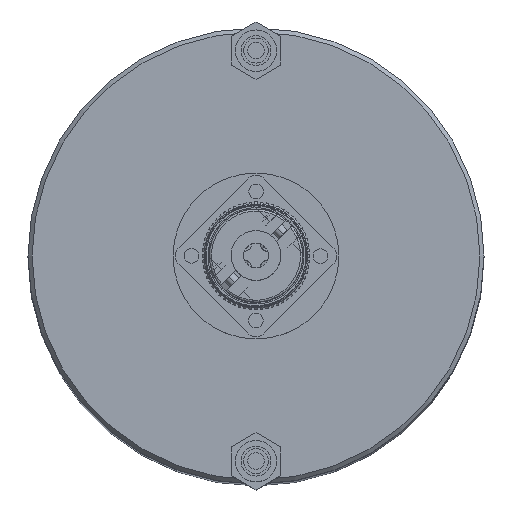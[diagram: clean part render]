
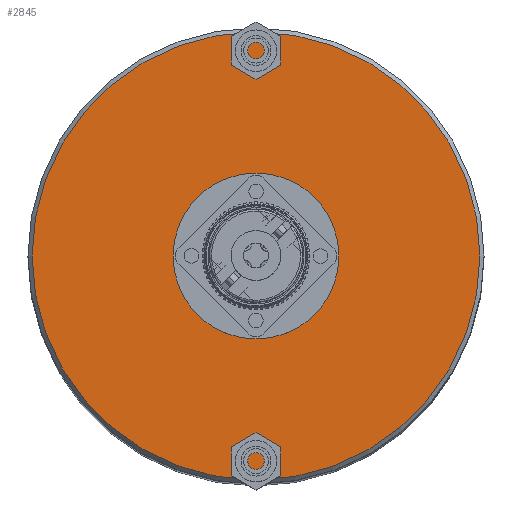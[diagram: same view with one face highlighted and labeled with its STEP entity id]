
A CAD part, top view. The second image highlights one B-rep face of the part: STEP entity #2845.
In plain terms, the highlighted face is planar.
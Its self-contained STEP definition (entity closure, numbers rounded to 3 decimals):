
#367 = DIRECTION ( 'NONE',  ( 1., 0., 0. ) ) ;
#2845 = ADVANCED_FACE ( 'NONE', ( #130111, #69748 ), #12382, .F. ) ;
#7527 = CARTESIAN_POINT ( 'NONE',  ( 2., 0., 0. ) ) ;
#10176 = AXIS2_PLACEMENT_3D ( 'NONE', #7527, #142569, #130717 ) ;
#12382 = PLANE ( 'NONE',  #114929 ) ;
#16183 = ORIENTED_EDGE ( 'NONE', *, *, #47500, .F. ) ;
#18192 = EDGE_CURVE ( 'NONE', #71116, #103658, #67463, .T. ) ;
#18391 = DIRECTION ( 'NONE',  ( 1., 0., 0. ) ) ;
#19991 = CARTESIAN_POINT ( 'NONE',  ( 2., 0., 20. ) ) ;
#21294 = CARTESIAN_POINT ( 'NONE',  ( 2., 0., 0. ) ) ;
#22268 = DIRECTION ( 'NONE',  ( 0., 0., 1. ) ) ;
#24303 = DIRECTION ( 'NONE',  ( 0., 0., -1. ) ) ;
#25177 = CIRCLE ( 'NONE', #109581, 54. ) ;
#27685 = ORIENTED_EDGE ( 'NONE', *, *, #141534, .F. ) ;
#38879 = DIRECTION ( 'NONE',  ( 0., 1., 0. ) ) ;
#40327 = CARTESIAN_POINT ( 'NONE',  ( 2., 0., -20. ) ) ;
#41732 = CARTESIAN_POINT ( 'NONE',  ( 2., 0., 0. ) ) ;
#42340 = CIRCLE ( 'NONE', #106391, 54. ) ;
#47500 = EDGE_CURVE ( 'NONE', #132578, #135346, #25177, .T. ) ;
#50824 = ORIENTED_EDGE ( 'NONE', *, *, #87406, .F. ) ;
#52554 = EDGE_LOOP ( 'NONE', ( #108867, #50824 ) ) ;
#57614 = CARTESIAN_POINT ( 'NONE',  ( 2., 54., 0. ) ) ;
#60818 = CARTESIAN_POINT ( 'NONE',  ( 2., 0., 0. ) ) ;
#67463 = CIRCLE ( 'NONE', #139408, 20. ) ;
#69748 = FACE_OUTER_BOUND ( 'NONE', #127976, .T. ) ;
#71116 = VERTEX_POINT ( 'NONE', #19991 ) ;
#86890 = DIRECTION ( 'NONE',  ( 0., 1., 0. ) ) ;
#87406 = EDGE_CURVE ( 'NONE', #103658, #71116, #102364, .T. ) ;
#91192 = CARTESIAN_POINT ( 'NONE',  ( 2., 54., 0. ) ) ;
#102364 = CIRCLE ( 'NONE', #10176, 20. ) ;
#103658 = VERTEX_POINT ( 'NONE', #40327 ) ;
#106391 = AXIS2_PLACEMENT_3D ( 'NONE', #60818, #117889, #38879 ) ;
#108867 = ORIENTED_EDGE ( 'NONE', *, *, #18192, .F. ) ;
#109581 = AXIS2_PLACEMENT_3D ( 'NONE', #41732, #18391, #86890 ) ;
#114929 = AXIS2_PLACEMENT_3D ( 'NONE', #57614, #367, #24303 ) ;
#117889 = DIRECTION ( 'NONE',  ( 1., 0., 0. ) ) ;
#127976 = EDGE_LOOP ( 'NONE', ( #27685, #16183 ) ) ;
#130111 = FACE_BOUND ( 'NONE', #52554, .T. ) ;
#130717 = DIRECTION ( 'NONE',  ( 0., 0., 1. ) ) ;
#132578 = VERTEX_POINT ( 'NONE', #145760 ) ;
#134534 = DIRECTION ( 'NONE',  ( -1., 0., 0. ) ) ;
#135346 = VERTEX_POINT ( 'NONE', #91192 ) ;
#139408 = AXIS2_PLACEMENT_3D ( 'NONE', #21294, #134534, #22268 ) ;
#141534 = EDGE_CURVE ( 'NONE', #135346, #132578, #42340, .T. ) ;
#142569 = DIRECTION ( 'NONE',  ( -1., 0., 0. ) ) ;
#145760 = CARTESIAN_POINT ( 'NONE',  ( 2., -54., 0. ) ) ;
